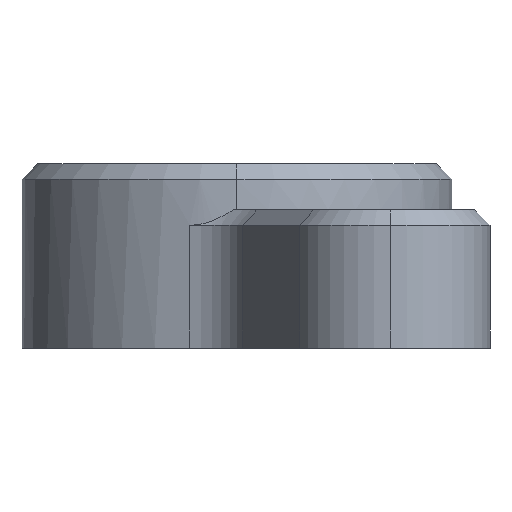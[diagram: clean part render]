
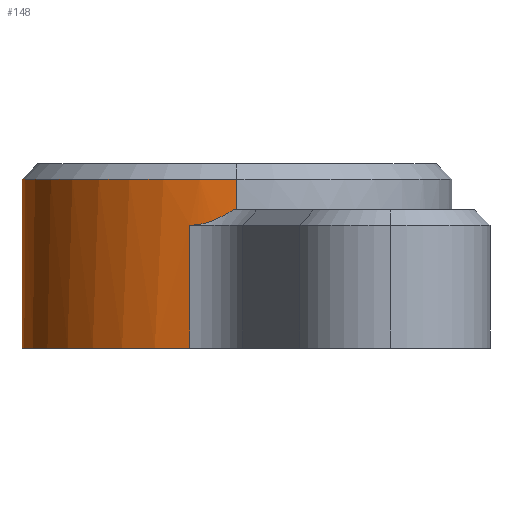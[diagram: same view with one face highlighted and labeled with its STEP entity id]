
A CAD part, left-side view. The second image highlights one B-rep face of the part: STEP entity #148.
In plain terms, the highlighted cylindrical face has radius 14 mm (diameter 28 mm), a partial arc.
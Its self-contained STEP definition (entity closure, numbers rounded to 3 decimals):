
#8 = CARTESIAN_POINT ( 'NONE',  ( 8.156, 13.06, 8. ) ) ;
#14 = AXIS2_PLACEMENT_3D ( 'NONE', #470, #723, #787 ) ;
#45 = CARTESIAN_POINT ( 'NONE',  ( 7.819, 10.233, 9. ) ) ;
#61 = VECTOR ( 'NONE', #386, 1000. ) ;
#81 = CARTESIAN_POINT ( 'NONE',  ( 21.817, 10., 9. ) ) ;
#83 = LINE ( 'NONE', #126, #599 ) ;
#94 = DIRECTION ( 'NONE',  ( 0., 0., 1. ) ) ;
#98 = CARTESIAN_POINT ( 'NONE',  ( 21.817, 10., 11. ) ) ;
#102 = EDGE_CURVE ( 'NONE', #703, #400, #104, .T. ) ;
#104 = CIRCLE ( 'NONE', #167, 14. ) ;
#115 = B_SPLINE_CURVE_WITH_KNOTS ( 'NONE', 3,
 ( #8, #256, #574, #630, #638, #186 ),
 .UNSPECIFIED., .F., .F.,
 ( 4, 2, 4 ),
 ( 0., 0.002, 0.003 ),
 .UNSPECIFIED. ) ;
#121 = ORIENTED_EDGE ( 'NONE', *, *, #194, .T. ) ;
#126 = CARTESIAN_POINT ( 'NONE',  ( 8.156, 13.06, 9. ) ) ;
#128 = CARTESIAN_POINT ( 'NONE',  ( 8.156, 13.06, 0. ) ) ;
#148 = ADVANCED_FACE ( 'NONE', ( #452 ), #509, .T. ) ;
#152 = DIRECTION ( 'NONE',  ( 0., 0., -1. ) ) ;
#158 = LINE ( 'NONE', #762, #61 ) ;
#159 = ORIENTED_EDGE ( 'NONE', *, *, #179, .F. ) ;
#167 = AXIS2_PLACEMENT_3D ( 'NONE', #98, #323, #772 ) ;
#175 = VECTOR ( 'NONE', #393, 1000. ) ;
#179 = EDGE_CURVE ( 'NONE', #703, #584, #158, .T. ) ;
#186 = CARTESIAN_POINT ( 'NONE',  ( 7.819, 10.233, 9. ) ) ;
#194 = EDGE_CURVE ( 'NONE', #609, #584, #512, .T. ) ;
#251 = CIRCLE ( 'NONE', #14, 14. ) ;
#256 = CARTESIAN_POINT ( 'NONE',  ( 8.043, 12.555, 8. ) ) ;
#268 = ORIENTED_EDGE ( 'NONE', *, *, #102, .T. ) ;
#282 = VERTEX_POINT ( 'NONE', #529 ) ;
#323 = DIRECTION ( 'NONE',  ( 0., 0., -1. ) ) ;
#352 = EDGE_LOOP ( 'NONE', ( #268, #465, #408, #596, #689, #121, #159 ) ) ;
#372 = VERTEX_POINT ( 'NONE', #128 ) ;
#377 = VERTEX_POINT ( 'NONE', #672 ) ;
#386 = DIRECTION ( 'NONE',  ( 0., 0., -1. ) ) ;
#393 = DIRECTION ( 'NONE',  ( 0., 0., -1. ) ) ;
#400 = VERTEX_POINT ( 'NONE', #802 ) ;
#408 = ORIENTED_EDGE ( 'NONE', *, *, #650, .T. ) ;
#452 = FACE_OUTER_BOUND ( 'NONE', #352, .T. ) ;
#465 = ORIENTED_EDGE ( 'NONE', *, *, #543, .T. ) ;
#470 = CARTESIAN_POINT ( 'NONE',  ( 21.817, 10., 0. ) ) ;
#507 = DIRECTION ( 'NONE',  ( 0., 0., -1. ) ) ;
#509 = CYLINDRICAL_SURFACE ( 'NONE', #768, 14. ) ;
#512 = CIRCLE ( 'NONE', #793, 14. ) ;
#518 = CARTESIAN_POINT ( 'NONE',  ( 7.817, 10., 9. ) ) ;
#519 = CARTESIAN_POINT ( 'NONE',  ( 21.817, 10., 9. ) ) ;
#529 = CARTESIAN_POINT ( 'NONE',  ( 35.817, 10., 0. ) ) ;
#543 = EDGE_CURVE ( 'NONE', #400, #282, #706, .T. ) ;
#574 = CARTESIAN_POINT ( 'NONE',  ( 7.962, 12.066, 8.11 ) ) ;
#584 = VERTEX_POINT ( 'NONE', #518 ) ;
#587 = DIRECTION ( 'NONE',  ( 1., 0., 0. ) ) ;
#596 = ORIENTED_EDGE ( 'NONE', *, *, #737, .F. ) ;
#599 = VECTOR ( 'NONE', #507, 1000. ) ;
#609 = VERTEX_POINT ( 'NONE', #45 ) ;
#630 = CARTESIAN_POINT ( 'NONE',  ( 7.853, 11.111, 8.477 ) ) ;
#638 = CARTESIAN_POINT ( 'NONE',  ( 7.827, 10.665, 8.723 ) ) ;
#650 = EDGE_CURVE ( 'NONE', #282, #372, #251, .T. ) ;
#653 = CARTESIAN_POINT ( 'NONE',  ( 7.817, 10., 11. ) ) ;
#672 = CARTESIAN_POINT ( 'NONE',  ( 8.156, 13.06, 8. ) ) ;
#689 = ORIENTED_EDGE ( 'NONE', *, *, #771, .T. ) ;
#703 = VERTEX_POINT ( 'NONE', #653 ) ;
#706 = LINE ( 'NONE', #710, #175 ) ;
#710 = CARTESIAN_POINT ( 'NONE',  ( 35.817, 10., 9. ) ) ;
#711 = DIRECTION ( 'NONE',  ( -1., 0., 0. ) ) ;
#723 = DIRECTION ( 'NONE',  ( 0., 0., 1. ) ) ;
#737 = EDGE_CURVE ( 'NONE', #377, #372, #83, .T. ) ;
#762 = CARTESIAN_POINT ( 'NONE',  ( 7.817, 10., 9. ) ) ;
#768 = AXIS2_PLACEMENT_3D ( 'NONE', #519, #152, #711 ) ;
#771 = EDGE_CURVE ( 'NONE', #377, #609, #115, .T. ) ;
#772 = DIRECTION ( 'NONE',  ( 1., 0., 0. ) ) ;
#787 = DIRECTION ( 'NONE',  ( 1., 0., 0. ) ) ;
#793 = AXIS2_PLACEMENT_3D ( 'NONE', #81, #94, #587 ) ;
#802 = CARTESIAN_POINT ( 'NONE',  ( 35.817, 10., 11. ) ) ;
